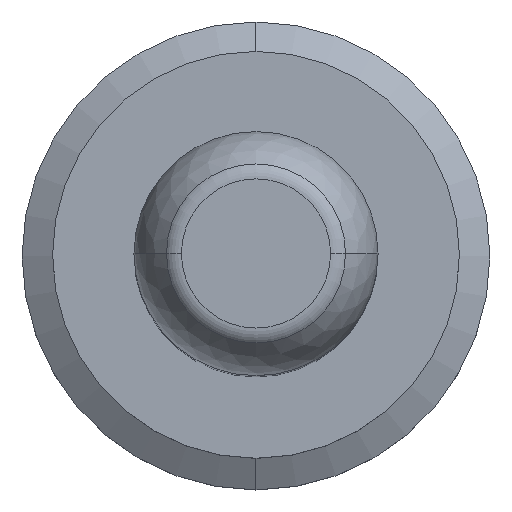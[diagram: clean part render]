
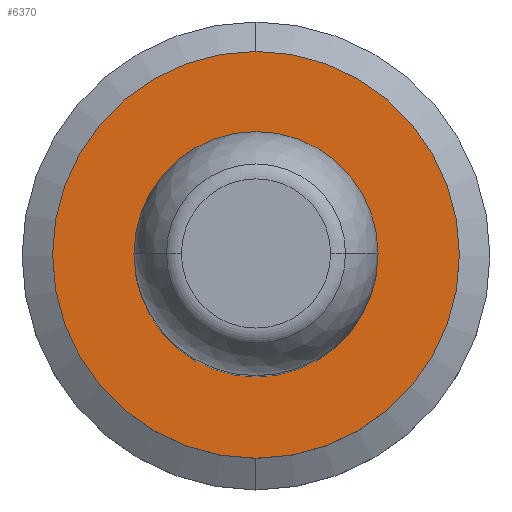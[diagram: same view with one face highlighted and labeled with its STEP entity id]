
A CAD part, top view. The second image highlights one B-rep face of the part: STEP entity #6370.
In plain terms, the highlighted planar face has unit normal (0, 0, 1).
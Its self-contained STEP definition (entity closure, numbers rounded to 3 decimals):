
#1880=CARTESIAN_POINT('',(4.968,9.234,16.7));
#1890=VERTEX_POINT('',#1880);
#1920=CARTESIAN_POINT('',(4.968,14.234,16.7));
#1930=DIRECTION('',(0.,0.,1.));
#1940=DIRECTION('',(0.,1.,0.));
#1950=AXIS2_PLACEMENT_3D('',#1920,#1930,#1940);
#1960=CIRCLE('',#1950,5.);
#1970=CARTESIAN_POINT('',(4.968,19.234,16.7));
#1980=VERTEX_POINT('',#1970);
#1990=EDGE_CURVE('',#1890,#1980,#1960,.T.);
#2910=CARTESIAN_POINT('',(4.968,17.234,16.7));
#2920=VERTEX_POINT('',#2910);
#2950=CARTESIAN_POINT('',(4.968,14.234,16.7));
#2960=DIRECTION('',(0.,0.,-1.));
#2970=DIRECTION('',(0.,-1.,0.));
#2980=AXIS2_PLACEMENT_3D('',#2950,#2960,#2970);
#2990=CIRCLE('',#2980,3.);
#3000=CARTESIAN_POINT('',(4.968,11.234,16.7));
#3010=VERTEX_POINT('',#3000);
#3020=EDGE_CURVE('',#2920,#3010,#2990,.T.);
#6220=CARTESIAN_POINT('',(4.968,9.075,16.7));
#6230=DIRECTION('',(0.,0.,-1.));
#6240=DIRECTION('',(0.,-1.,0.));
#6250=AXIS2_PLACEMENT_3D('',#6220,#6230,#6240);
#6260=PLANE('',#6250);
#6270=EDGE_CURVE('',#3010,#2920,#2990,.T.);
#6280=ORIENTED_EDGE('',*,*,#6270,.T.);
#6290=ORIENTED_EDGE('',*,*,#3020,.T.);
#6300=EDGE_LOOP('',(#6290,#6280));
#6310=FACE_BOUND('',#6300,.T.);
#6320=EDGE_CURVE('',#1980,#1890,#1960,.T.);
#6330=ORIENTED_EDGE('',*,*,#6320,.T.);
#6340=ORIENTED_EDGE('',*,*,#1990,.T.);
#6350=EDGE_LOOP('',(#6340,#6330));
#6360=FACE_OUTER_BOUND('',#6350,.T.);
#6370=ADVANCED_FACE('',(#6310,#6360),#6260,.F.);
